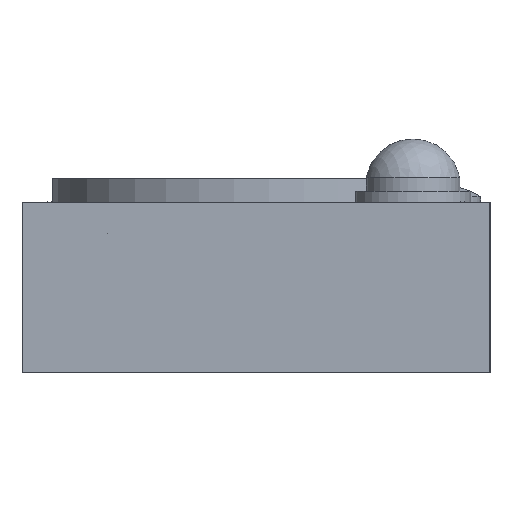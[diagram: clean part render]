
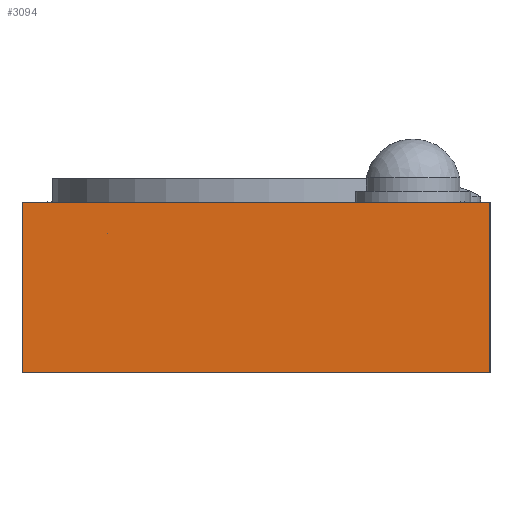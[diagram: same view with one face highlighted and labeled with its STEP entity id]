
A CAD part, left-side view. The second image highlights one B-rep face of the part: STEP entity #3094.
In plain terms, the highlighted planar face has unit normal (-1, 0, 0).
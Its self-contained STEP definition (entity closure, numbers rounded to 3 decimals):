
#310=FACE_OUTER_BOUND('',#469,.T.);
#469=EDGE_LOOP('',(#2579,#2580,#2581,#2582));
#805=LINE('',#4901,#1088);
#810=LINE('',#4911,#1093);
#811=LINE('',#4913,#1094);
#812=LINE('',#4914,#1095);
#1088=VECTOR('',#3900,85.);
#1093=VECTOR('',#3909,31.);
#1094=VECTOR('',#3910,85.);
#1095=VECTOR('',#3911,31.);
#1557=VERTEX_POINT('',#4898);
#1558=VERTEX_POINT('',#4900);
#1561=VERTEX_POINT('',#4910);
#1562=VERTEX_POINT('',#4912);
#2015=EDGE_CURVE('',#1558,#1557,#805,.T.);
#2020=EDGE_CURVE('',#1561,#1557,#810,.T.);
#2021=EDGE_CURVE('',#1561,#1562,#811,.T.);
#2022=EDGE_CURVE('',#1562,#1558,#812,.T.);
#2579=ORIENTED_EDGE('',*,*,#2020,.F.);
#2580=ORIENTED_EDGE('',*,*,#2021,.T.);
#2581=ORIENTED_EDGE('',*,*,#2022,.T.);
#2582=ORIENTED_EDGE('',*,*,#2015,.T.);
#3000=PLANE('',#3306);
#3094=ADVANCED_FACE('',(#310),#3000,.T.);
#3306=AXIS2_PLACEMENT_3D('',#4909,#3907,#3908);
#3900=DIRECTION('',(0.,1.,0.));
#3907=DIRECTION('center_axis',(-1.,0.,0.));
#3908=DIRECTION('ref_axis',(0.,0.,1.));
#3909=DIRECTION('',(0.,0.,1.));
#3910=DIRECTION('',(0.,-1.,0.));
#3911=DIRECTION('',(0.,0.,1.));
#4898=CARTESIAN_POINT('',(-72.5,42.5,31.));
#4900=CARTESIAN_POINT('',(-72.5,-42.5,31.));
#4901=CARTESIAN_POINT('',(-72.5,42.5,31.));
#4909=CARTESIAN_POINT('Origin',(-72.5,-42.5,0.));
#4910=CARTESIAN_POINT('',(-72.5,42.5,0.));
#4911=CARTESIAN_POINT('',(-72.5,42.5,0.));
#4912=CARTESIAN_POINT('',(-72.5,-42.5,0.));
#4913=CARTESIAN_POINT('',(-72.5,42.5,0.));
#4914=CARTESIAN_POINT('',(-72.5,-42.5,0.));
